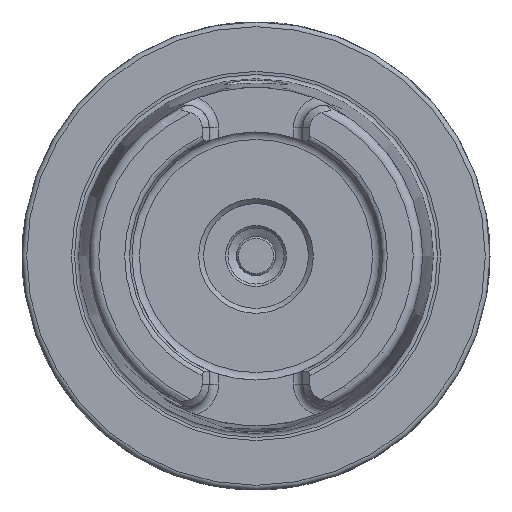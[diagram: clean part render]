
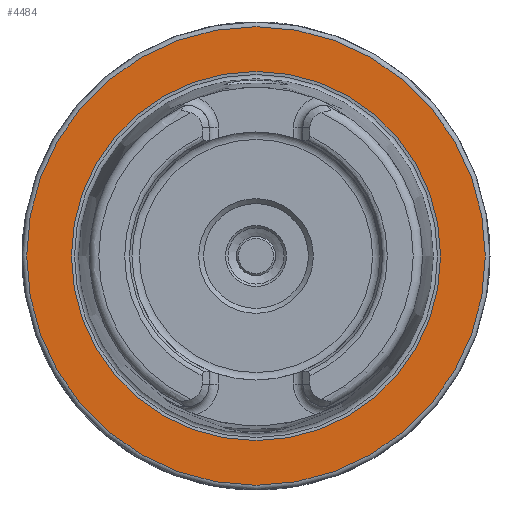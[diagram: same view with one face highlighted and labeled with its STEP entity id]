
A CAD part, left-side view. The second image highlights one B-rep face of the part: STEP entity #4484.
In plain terms, the highlighted planar face has unit normal (-1, 0, 0).
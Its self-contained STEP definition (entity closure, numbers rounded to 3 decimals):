
#175=PLANE('',#4968);
#277=FACE_BOUND('',#706,.T.);
#425=FACE_OUTER_BOUND('',#705,.T.);
#705=EDGE_LOOP('',(#3430));
#706=EDGE_LOOP('',(#3431));
#993=CIRCLE('',#4954,39.43);
#1003=CIRCLE('',#4969,49.);
#2032=VERTEX_POINT('',#9876);
#2040=VERTEX_POINT('',#9902);
#2544=EDGE_CURVE('',#2032,#2032,#993,.T.);
#2556=EDGE_CURVE('',#2040,#2040,#1003,.T.);
#3430=ORIENTED_EDGE('',*,*,#2556,.F.);
#3431=ORIENTED_EDGE('',*,*,#2544,.T.);
#4484=ADVANCED_FACE('',(#425,#277),#175,.T.);
#4954=AXIS2_PLACEMENT_3D('',#9878,#5686,#5687);
#4968=AXIS2_PLACEMENT_3D('',#9901,#5716,#5717);
#4969=AXIS2_PLACEMENT_3D('',#9903,#5718,#5719);
#5686=DIRECTION('center_axis',(1.,0.,0.));
#5687=DIRECTION('ref_axis',(0.,1.,0.));
#5716=DIRECTION('center_axis',(-1.,0.,0.));
#5717=DIRECTION('ref_axis',(0.,0.,1.));
#5718=DIRECTION('center_axis',(1.,0.,0.));
#5719=DIRECTION('ref_axis',(0.,0.,-1.));
#9876=CARTESIAN_POINT('',(0.,-39.43,0.));
#9878=CARTESIAN_POINT('Origin',(0.,0.,0.));
#9901=CARTESIAN_POINT('Origin',(0.,49.,0.));
#9902=CARTESIAN_POINT('',(0.,0.,49.));
#9903=CARTESIAN_POINT('Origin',(0.,0.,0.));
